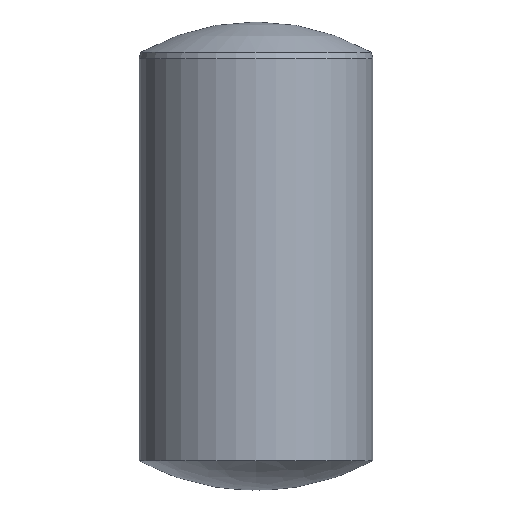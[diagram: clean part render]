
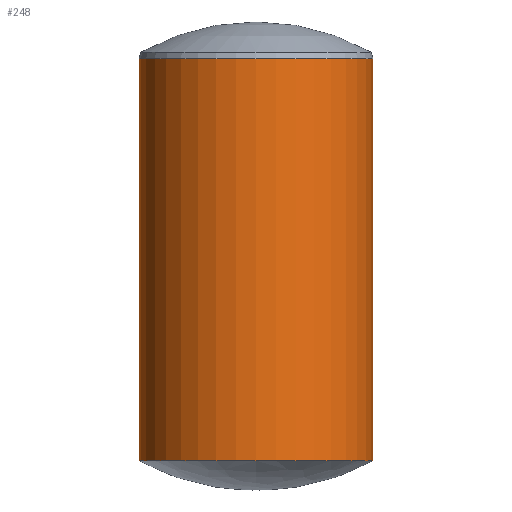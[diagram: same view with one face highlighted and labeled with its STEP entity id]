
A CAD part, left-side view. The second image highlights one B-rep face of the part: STEP entity #248.
In plain terms, the highlighted cylindrical face has radius 2 mm (diameter 4 mm), a partial arc.
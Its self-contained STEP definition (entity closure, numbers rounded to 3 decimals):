
#42=CARTESIAN_POINT('',(0.,0.,3.37));
#43=DIRECTION('',(0.,0.,-1.));
#44=DIRECTION('',(0.,-1.,0.));
#45=AXIS2_PLACEMENT_3D('',#42,#43,#44);
#105=DIRECTION('',(0.,0.,1.));
#106=VECTOR('',#105,6.87);
#107=CARTESIAN_POINT('',(0.,-2.,-3.5));
#108=LINE('',#107,#106);
#112=DIRECTION('',(0.,0.,1.));
#113=VECTOR('',#112,6.87);
#114=CARTESIAN_POINT('',(0.,2.,-3.5));
#115=LINE('',#114,#113);
#127=CARTESIAN_POINT('',(0.,0.,-3.5));
#128=DIRECTION('',(0.,0.,-1.));
#129=DIRECTION('',(0.,-1.,0.));
#130=AXIS2_PLACEMENT_3D('',#127,#128,#129);
#151=CARTESIAN_POINT('',(0.,-2.,3.37));
#153=VERTEX_POINT('',#151);
#158=CARTESIAN_POINT('',(0.,-2.,-3.5));
#160=VERTEX_POINT('',#158);
#161=CARTESIAN_POINT('',(0.,2.,3.37));
#163=VERTEX_POINT('',#161);
#165=CARTESIAN_POINT('',(0.,2.,-3.5));
#166=VERTEX_POINT('',#165);
#236=CARTESIAN_POINT('',(0.,0.,4.4));
#237=DIRECTION('',(0.,0.,-1.));
#238=DIRECTION('',(0.,1.,0.));
#239=AXIS2_PLACEMENT_3D('',#236,#237,#238);
#240=CYLINDRICAL_SURFACE('',#239,2.);
#241=ORIENTED_EDGE('',*,*,#226,.F.);
#243=ORIENTED_EDGE('',*,*,#242,.T.);
#244=ORIENTED_EDGE('',*,*,#229,.T.);
#245=ORIENTED_EDGE('',*,*,#174,.F.);
#246=EDGE_LOOP('',(#241,#243,#244,#245));
#247=FACE_OUTER_BOUND('',#246,.F.);
#46=CIRCLE('',#45,2.);
#131=CIRCLE('',#130,2.);
#174=EDGE_CURVE('',#153,#163,#46,.T.);
#226=EDGE_CURVE('',#160,#153,#108,.T.);
#229=EDGE_CURVE('',#166,#163,#115,.T.);
#242=EDGE_CURVE('',#160,#166,#131,.T.);
#248=ADVANCED_FACE('',(#247),#240,.T.);
